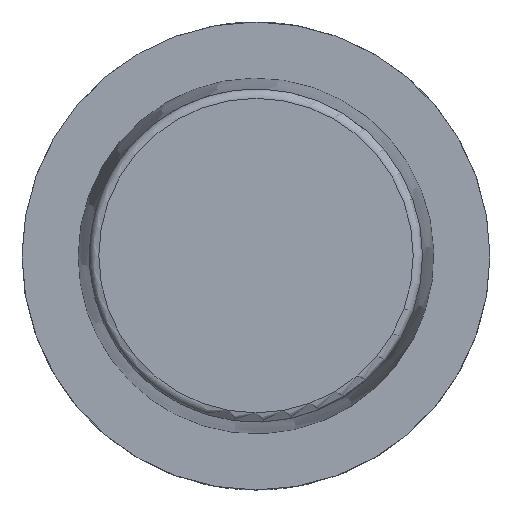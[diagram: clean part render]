
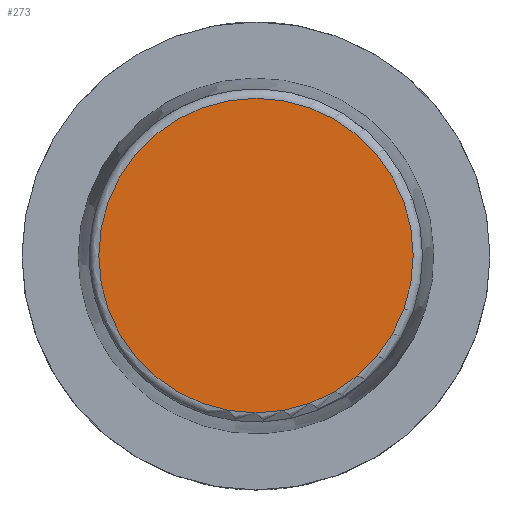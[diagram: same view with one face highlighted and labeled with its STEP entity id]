
A CAD part, top view. The second image highlights one B-rep face of the part: STEP entity #273.
In plain terms, the highlighted planar face has unit normal (0, 0, 1).
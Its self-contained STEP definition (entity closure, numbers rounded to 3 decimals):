
#90=FACE_OUTER_BOUND('',#391,.T.);
#273=ADVANCED_FACE('',(#90),#309,.F.);
#309=PLANE('',#1022);
#391=EDGE_LOOP('',(#529));
#529=ORIENTED_EDGE('',*,*,#829,.F.);
#728=VERTEX_POINT('',#1602);
#829=EDGE_CURVE('',#728,#728,#916,.T.);
#916=CIRCLE('',#1019,33.599);
#1019=AXIS2_PLACEMENT_3D('',#1601,#1208,#1209);
#1022=AXIS2_PLACEMENT_3D('',#1606,#1215,#1216);
#1208=DIRECTION('',(0.,0.,-1.));
#1209=DIRECTION('',(1.,0.,0.));
#1215=DIRECTION('',(0.,0.,-1.));
#1216=DIRECTION('',(1.,0.,0.));
#1601=CARTESIAN_POINT('',(0.,0.,50.));
#1602=CARTESIAN_POINT('',(33.599,0.,50.));
#1606=CARTESIAN_POINT('',(0.,0.,50.));
